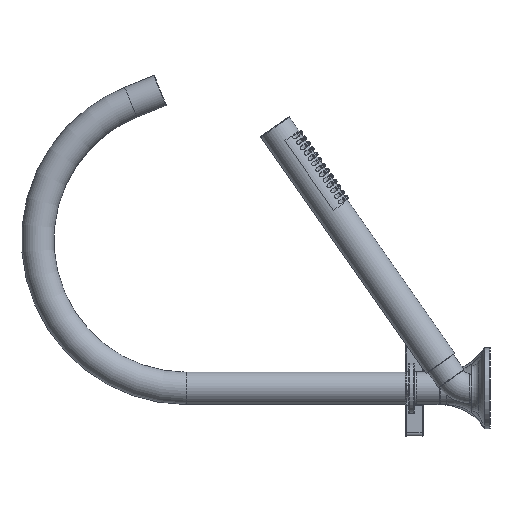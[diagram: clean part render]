
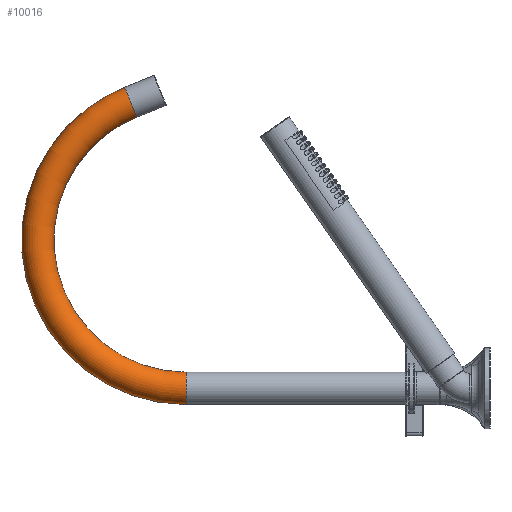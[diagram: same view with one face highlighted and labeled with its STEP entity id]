
A CAD part, left-side view. The second image highlights one B-rep face of the part: STEP entity #10016.
In plain terms, the highlighted toroidal (fillet/blend) face has major radius 110 mm and minor radius 12 mm.
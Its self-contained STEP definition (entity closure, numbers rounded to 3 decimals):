
#1784 = EDGE_LOOP ( 'NONE', ( #8467 ) ) ;
#2807 = VERTEX_POINT ( 'NONE', #8621 ) ;
#3039 = AXIS2_PLACEMENT_3D ( 'NONE', #4975, #12294, #6019 ) ;
#3645 = DIRECTION ( 'NONE',  ( 0., 0., -1. ) ) ;
#4032 = CARTESIAN_POINT ( 'NONE',  ( 0., 188., 0. ) ) ;
#4188 = CARTESIAN_POINT ( 'NONE',  ( 212.016, 229.142, 12. ) ) ;
#4975 = CARTESIAN_POINT ( 'NONE',  ( 212.016, 229.142, 0. ) ) ;
#5001 = FACE_OUTER_BOUND ( 'NONE', #12159, .T. ) ;
#5083 = DIRECTION ( 'NONE',  ( 0., 0., 1. ) ) ;
#5169 = EDGE_CURVE ( 'NONE', #10829, #10829, #12855, .T. ) ;
#5743 = DIRECTION ( 'NONE',  ( -1., 0., 0. ) ) ;
#6019 = DIRECTION ( 'NONE',  ( 0., 0., 1. ) ) ;
#6067 = AXIS2_PLACEMENT_3D ( 'NONE', #4032, #11328, #5083 ) ;
#6268 = ORIENTED_EDGE ( 'NONE', *, *, #9654, .T. ) ;
#7209 = AXIS2_PLACEMENT_3D ( 'NONE', #11969, #3645, #5743 ) ;
#7283 = CIRCLE ( 'NONE', #6067, 12. ) ;
#7740 = FACE_OUTER_BOUND ( 'NONE', #1784, .T. ) ;
#8467 = ORIENTED_EDGE ( 'NONE', *, *, #5169, .F. ) ;
#8621 = CARTESIAN_POINT ( 'NONE',  ( 0., 188., 12. ) ) ;
#9654 = EDGE_CURVE ( 'NONE', #2807, #2807, #7283, .T. ) ;
#10016 = ADVANCED_FACE ( 'NONE', ( #5001, #7740 ), #13329, .T. ) ;
#10829 = VERTEX_POINT ( 'NONE', #4188 ) ;
#11328 = DIRECTION ( 'NONE',  ( 0., 1., 0. ) ) ;
#11969 = CARTESIAN_POINT ( 'NONE',  ( 110., 188., 0. ) ) ;
#12159 = EDGE_LOOP ( 'NONE', ( #6268 ) ) ;
#12294 = DIRECTION ( 'NONE',  ( 0.374, -0.927, 0. ) ) ;
#12855 = CIRCLE ( 'NONE', #3039, 12. ) ;
#13329 = TOROIDAL_SURFACE ( 'NONE', #7209, 110., 12. ) ;
